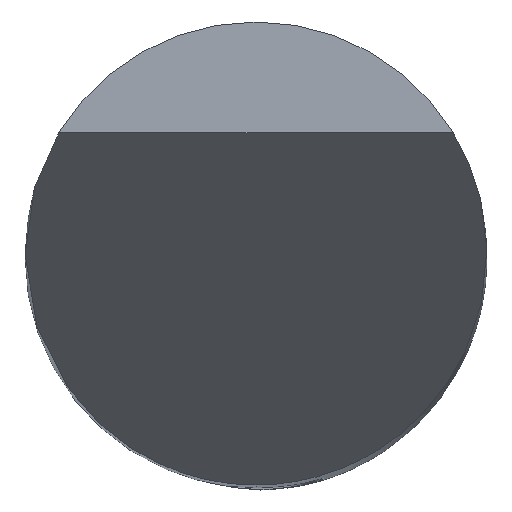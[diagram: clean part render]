
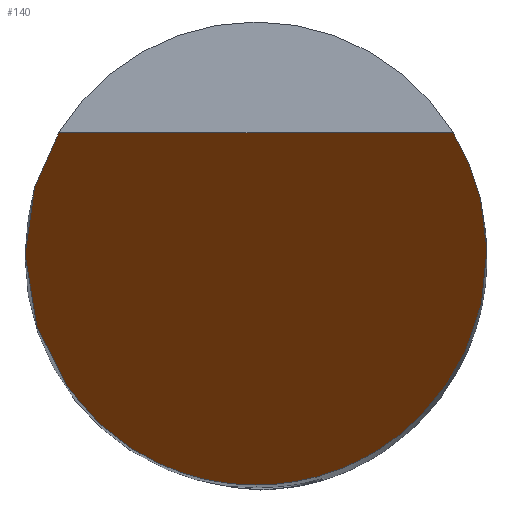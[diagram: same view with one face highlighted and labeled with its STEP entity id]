
A CAD part, top view. The second image highlights one B-rep face of the part: STEP entity #140.
In plain terms, the highlighted planar face has unit normal (0, -0.866, 0.5).
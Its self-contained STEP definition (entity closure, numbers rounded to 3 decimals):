
#58=PLANE('',#796);
#140=ADVANCED_FACE('',(#190),#58,.F.);
#190=FACE_OUTER_BOUND('',#231,.T.);
#231=EDGE_LOOP('',(#400,#401,#402));
#274=LINE('',#1318,#299);
#299=VECTOR('',#891,1.);
#400=ORIENTED_EDGE('',*,*,#628,.T.);
#401=ORIENTED_EDGE('',*,*,#647,.T.);
#402=ORIENTED_EDGE('',*,*,#668,.T.);
#556=VERTEX_POINT('',#1068);
#557=VERTEX_POINT('',#1073);
#571=VERTEX_POINT('',#1196);
#628=EDGE_CURVE('',#557,#556,#736,.T.);
#647=EDGE_CURVE('',#556,#571,#739,.T.);
#668=EDGE_CURVE('',#571,#557,#274,.T.);
#736=(
BOUNDED_CURVE()
B_SPLINE_CURVE(3,(#1069,#1070,#1071,#1072),.UNSPECIFIED.,.F.,.F.)
B_SPLINE_CURVE_WITH_KNOTS((4,4),(0.,1.),.UNSPECIFIED.)
CURVE()
GEOMETRIC_REPRESENTATION_ITEM()
RATIONAL_B_SPLINE_CURVE((1.,0.66,0.66,1.))
REPRESENTATION_ITEM('')
);
#739=(
BOUNDED_CURVE()
B_SPLINE_CURVE(3,(#1197,#1198,#1199,#1200),.UNSPECIFIED.,.F.,.F.)
B_SPLINE_CURVE_WITH_KNOTS((4,4),(0.,1.),.UNSPECIFIED.)
CURVE()
GEOMETRIC_REPRESENTATION_ITEM()
RATIONAL_B_SPLINE_CURVE((1.,0.66,0.66,1.))
REPRESENTATION_ITEM('')
);
#796=AXIS2_PLACEMENT_3D('',#1320,#894,#895);
#891=DIRECTION('',(-1.,0.,0.));
#894=DIRECTION('',(0.,0.866,-0.5));
#895=DIRECTION('',(0.,0.5,0.866));
#1068=CARTESIAN_POINT('',(0.,-2.5,-4.33));
#1069=CARTESIAN_POINT('',(-2.136,1.299,2.25));
#1070=CARTESIAN_POINT('',(-3.28,-0.581,-1.007));
#1071=CARTESIAN_POINT('',(-2.201,-2.5,-4.33));
#1072=CARTESIAN_POINT('',(0.,-2.5,-4.33));
#1073=CARTESIAN_POINT('',(-2.136,1.299,2.25));
#1196=CARTESIAN_POINT('',(2.136,1.299,2.25));
#1197=CARTESIAN_POINT('',(0.,-2.5,-4.33));
#1198=CARTESIAN_POINT('',(2.201,-2.5,-4.33));
#1199=CARTESIAN_POINT('',(3.28,-0.581,-1.007));
#1200=CARTESIAN_POINT('',(2.136,1.299,2.25));
#1318=CARTESIAN_POINT('',(0.,1.299,2.25));
#1320=CARTESIAN_POINT('',(2.5,-2.5,-4.33));
